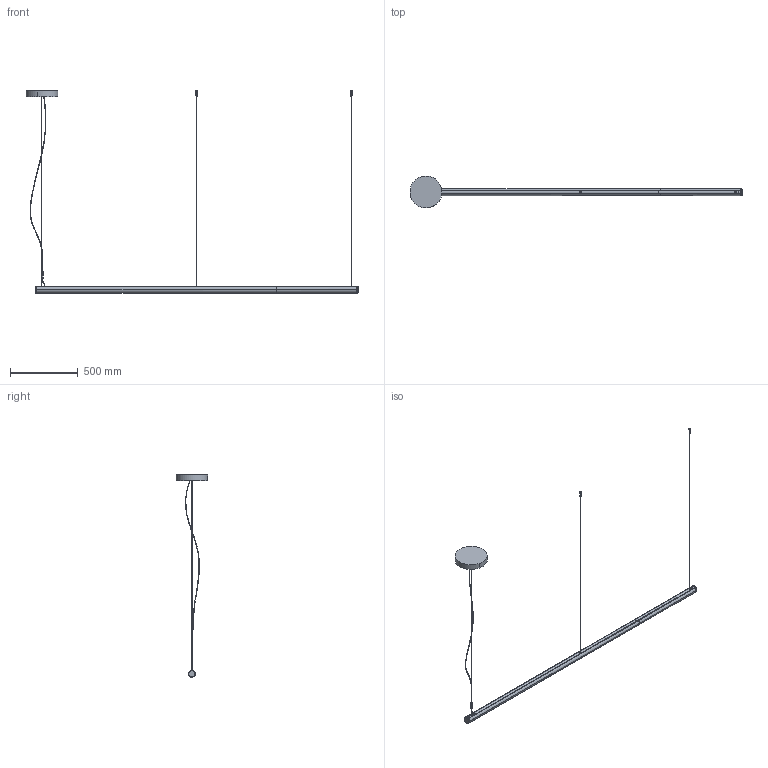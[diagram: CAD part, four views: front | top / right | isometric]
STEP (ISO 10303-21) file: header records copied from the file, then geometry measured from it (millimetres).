
FILE_DESCRIPTION(/* description */ (''),/* implementation_level */ '2;1');
FILE_NAME(/* name */ '3D 120800_Alphabet of light linear suspension 240',/* time_stamp */ '2018-02-16T11:33:44+01:00',/* author */ (''),/* organization */ (''),/* preprocessor_version */ 'ST-DEVELOPER v10',/* originating_system */ '',/* authorisation */ '');
FILE_SCHEMA (('AUTOMOTIVE_DESIGN'));
Length unit declared in the file: millimetre
Products named in the file (1): 1
Bounding box: 2453.12 x 235.6 x 1494.82 mm (x, y, z)
Volume: 1888920.3 mm3; surface area: 589165 mm2
Topology: 5 solids, 16 shells, 667 faces, 2036 edges, 1371 vertices
Faces by surface type: bspline 488, plane 179
Entity records: 25230 total; most frequent: CARTESIAN_POINT 13479, ORIENTED_EDGE 3858, EDGE_CURVE 2044, B_SPLINE_CURVE_WITH_KNOTS 1395, VERTEX_POINT 1377, EDGE_LOOP 690, ADVANCED_FACE 667, FACE_OUTER_BOUND 667
